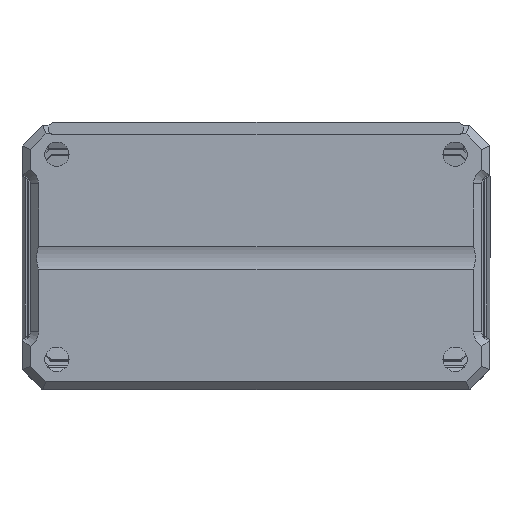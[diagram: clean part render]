
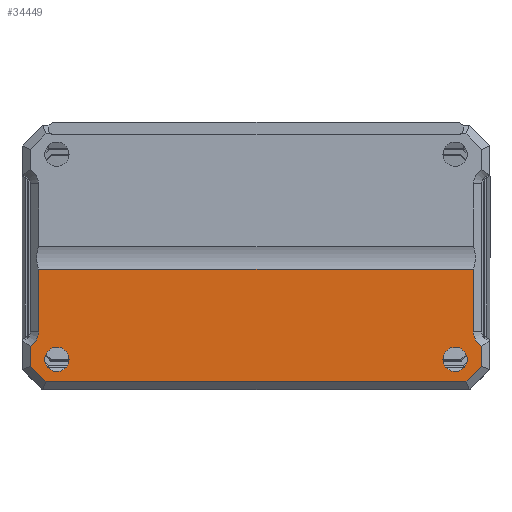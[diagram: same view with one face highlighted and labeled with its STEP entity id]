
A CAD part, front view. The second image highlights one B-rep face of the part: STEP entity #34449.
In plain terms, the highlighted planar face has unit normal (0, -1, 0).
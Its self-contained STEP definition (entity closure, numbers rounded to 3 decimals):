
#1375 = DIRECTION ( 'NONE',  ( 0., 0., 1. ) ) ;
#1507 = ORIENTED_EDGE ( 'NONE', *, *, #16284, .T. ) ;
#1890 = AXIS2_PLACEMENT_3D ( 'NONE', #37827, #38358, #3284 ) ;
#2566 = CARTESIAN_POINT ( 'NONE',  ( 80.055, -24.667, -5.885 ) ) ;
#2610 = DIRECTION ( 'NONE',  ( 0., 0., -1. ) ) ;
#2883 = DIRECTION ( 'NONE',  ( 1., 0., 0. ) ) ;
#2899 = LINE ( 'NONE', #20432, #39830 ) ;
#3257 = DIRECTION ( 'NONE',  ( 0., 1., 0. ) ) ;
#3284 = DIRECTION ( 'NONE',  ( 0., 0., 1. ) ) ;
#3659 = DIRECTION ( 'NONE',  ( 0., 0., 1. ) ) ;
#3839 = CARTESIAN_POINT ( 'NONE',  ( -28.945, -24.667, -29.773 ) ) ;
#3993 = CARTESIAN_POINT ( 'NONE',  ( -26.945, -24.667, -3.102 ) ) ;
#4322 = EDGE_CURVE ( 'NONE', #8102, #52710, #35549, .T. ) ;
#4977 = CARTESIAN_POINT ( 'NONE',  ( 82.641, -24.667, -29.187 ) ) ;
#6071 = CARTESIAN_POINT ( 'NONE',  ( 82.055, -24.667, -24.816 ) ) ;
#6419 = CARTESIAN_POINT ( 'NONE',  ( 80.055, -24.667, -21.352 ) ) ;
#6700 = FACE_OUTER_BOUND ( 'NONE', #12096, .T. ) ;
#7358 = EDGE_CURVE ( 'NONE', #16838, #47037, #42815, .T. ) ;
#7870 = DIRECTION ( 'NONE',  ( 0., 0., 1. ) ) ;
#8084 = DIRECTION ( 'NONE',  ( 0., 1., 0. ) ) ;
#8102 = VERTEX_POINT ( 'NONE', #11241 ) ;
#8209 = DIRECTION ( 'NONE',  ( 0., -1., 0. ) ) ;
#8321 = AXIS2_PLACEMENT_3D ( 'NONE', #16240, #15965, #29398 ) ;
#8645 = DIRECTION ( 'NONE',  ( 1., 0., 0. ) ) ;
#8924 = LINE ( 'NONE', #38226, #9072 ) ;
#9072 = VECTOR ( 'NONE', #8645, 1000. ) ;
#9402 = CARTESIAN_POINT ( 'NONE',  ( 80.055, -24.667, 15.148 ) ) ;
#9603 = ORIENTED_EDGE ( 'NONE', *, *, #4322, .F. ) ;
#9609 = VECTOR ( 'NONE', #20973, 1000. ) ;
#9686 = CARTESIAN_POINT ( 'NONE',  ( 78.227, -24.667, -33.602 ) ) ;
#10330 = AXIS2_PLACEMENT_3D ( 'NONE', #33643, #3257, #50568 ) ;
#10677 = EDGE_CURVE ( 'NONE', #19219, #36381, #24028, .T. ) ;
#11241 = CARTESIAN_POINT ( 'NONE',  ( 75.555, -24.667, -31.102 ) ) ;
#11405 = ORIENTED_EDGE ( 'NONE', *, *, #53512, .F. ) ;
#11461 = CARTESIAN_POINT ( 'NONE',  ( -22.445, -24.667, -28.102 ) ) ;
#12096 = EDGE_LOOP ( 'NONE', ( #25920, #17747, #44681, #23988, #1507, #40949, #12437, #53413, #47695, #24647 ) ) ;
#12129 = CIRCLE ( 'NONE', #25518, 3. ) ;
#12233 = DIRECTION ( 'NONE',  ( 0., 0., -1. ) ) ;
#12437 = ORIENTED_EDGE ( 'NONE', *, *, #47401, .T. ) ;
#12881 = EDGE_CURVE ( 'NONE', #15596, #17932, #32925, .T. ) ;
#13100 = VERTEX_POINT ( 'NONE', #6071 ) ;
#13881 = CIRCLE ( 'NONE', #10330, 4. ) ;
#15596 = VERTEX_POINT ( 'NONE', #37966 ) ;
#15876 = EDGE_CURVE ( 'NONE', #48236, #17456, #29549, .T. ) ;
#15965 = DIRECTION ( 'NONE',  ( 0., -1., 0. ) ) ;
#16240 = CARTESIAN_POINT ( 'NONE',  ( 75.555, -24.667, -28.102 ) ) ;
#16284 = EDGE_CURVE ( 'NONE', #47037, #43345, #31118, .T. ) ;
#16538 = EDGE_CURVE ( 'NONE', #43345, #37934, #20764, .T. ) ;
#16838 = VERTEX_POINT ( 'NONE', #54539 ) ;
#17456 = VERTEX_POINT ( 'NONE', #51382 ) ;
#17747 = ORIENTED_EDGE ( 'NONE', *, *, #10677, .F. ) ;
#17932 = VERTEX_POINT ( 'NONE', #18387 ) ;
#18387 = CARTESIAN_POINT ( 'NONE',  ( -22.445, -24.667, -25.102 ) ) ;
#18829 = VERTEX_POINT ( 'NONE', #6419 ) ;
#19219 = VERTEX_POINT ( 'NONE', #28261 ) ;
#20432 = CARTESIAN_POINT ( 'NONE',  ( 82.055, -24.667, -23.352 ) ) ;
#20764 = LINE ( 'NONE', #54738, #31978 ) ;
#20973 = DIRECTION ( 'NONE',  ( 0., 0., -1. ) ) ;
#23711 = PLANE ( 'NONE',  #33537 ) ;
#23988 = ORIENTED_EDGE ( 'NONE', *, *, #7358, .T. ) ;
#24028 = LINE ( 'NONE', #41047, #46977 ) ;
#24347 = EDGE_LOOP ( 'NONE', ( #9603, #53454 ) ) ;
#24647 = ORIENTED_EDGE ( 'NONE', *, *, #35002, .T. ) ;
#24946 = DIRECTION ( 'NONE',  ( 0., 0., -1. ) ) ;
#25430 = LINE ( 'NONE', #3993, #9609 ) ;
#25518 = AXIS2_PLACEMENT_3D ( 'NONE', #47181, #8209, #24946 ) ;
#25920 = ORIENTED_EDGE ( 'NONE', *, *, #50336, .T. ) ;
#26711 = LINE ( 'NONE', #9402, #47480 ) ;
#27027 = CARTESIAN_POINT ( 'NONE',  ( -25.116, -24.667, -33.602 ) ) ;
#27198 = DIRECTION ( 'NONE',  ( 0., 0., -1. ) ) ;
#28261 = CARTESIAN_POINT ( 'NONE',  ( -26.945, -24.667, -5.885 ) ) ;
#29398 = DIRECTION ( 'NONE',  ( 0., 0., -1. ) ) ;
#29549 = LINE ( 'NONE', #4977, #51504 ) ;
#30240 = AXIS2_PLACEMENT_3D ( 'NONE', #11461, #37438, #2610 ) ;
#30625 = CARTESIAN_POINT ( 'NONE',  ( -28.945, -24.667, -24.816 ) ) ;
#31118 = LINE ( 'NONE', #48054, #54165 ) ;
#31978 = VECTOR ( 'NONE', #47171, 1000. ) ;
#32401 = FACE_BOUND ( 'NONE', #34342, .T. ) ;
#32925 = CIRCLE ( 'NONE', #30240, 3. ) ;
#33537 = AXIS2_PLACEMENT_3D ( 'NONE', #46259, #8084, #3659 ) ;
#33643 = CARTESIAN_POINT ( 'NONE',  ( 84.055, -24.667, -21.352 ) ) ;
#34047 = DIRECTION ( 'NONE',  ( 0.707, 0., 0.707 ) ) ;
#34342 = EDGE_LOOP ( 'NONE', ( #44889, #11405 ) ) ;
#34449 = ADVANCED_FACE ( 'NONE', ( #32401, #44898, #6700 ), #23711, .F. ) ;
#34675 = AXIS2_PLACEMENT_3D ( 'NONE', #41848, #41310, #12233 ) ;
#35002 = EDGE_CURVE ( 'NONE', #13100, #18829, #13881, .T. ) ;
#35549 = CIRCLE ( 'NONE', #34675, 3. ) ;
#36381 = VERTEX_POINT ( 'NONE', #2566 ) ;
#37438 = DIRECTION ( 'NONE',  ( 0., -1., 0. ) ) ;
#37827 = CARTESIAN_POINT ( 'NONE',  ( -30.945, -24.667, -21.352 ) ) ;
#37934 = VERTEX_POINT ( 'NONE', #27027 ) ;
#37966 = CARTESIAN_POINT ( 'NONE',  ( -22.445, -24.667, -31.102 ) ) ;
#38226 = CARTESIAN_POINT ( 'NONE',  ( 79.055, -24.667, -33.602 ) ) ;
#38358 = DIRECTION ( 'NONE',  ( 0., 1., 0. ) ) ;
#38574 = CIRCLE ( 'NONE', #8321, 3. ) ;
#39830 = VECTOR ( 'NONE', #7870, 1000. ) ;
#40949 = ORIENTED_EDGE ( 'NONE', *, *, #16538, .T. ) ;
#41047 = CARTESIAN_POINT ( 'NONE',  ( -30.945, -24.667, -5.885 ) ) ;
#41310 = DIRECTION ( 'NONE',  ( 0., -1., 0. ) ) ;
#41747 = EDGE_CURVE ( 'NONE', #52710, #8102, #38574, .T. ) ;
#41848 = CARTESIAN_POINT ( 'NONE',  ( 75.555, -24.667, -28.102 ) ) ;
#42815 = CIRCLE ( 'NONE', #1890, 4. ) ;
#43345 = VERTEX_POINT ( 'NONE', #3839 ) ;
#44681 = ORIENTED_EDGE ( 'NONE', *, *, #54656, .T. ) ;
#44889 = ORIENTED_EDGE ( 'NONE', *, *, #12881, .F. ) ;
#44898 = FACE_BOUND ( 'NONE', #24347, .T. ) ;
#46259 = CARTESIAN_POINT ( 'NONE',  ( 26.555, -24.667, -3.102 ) ) ;
#46977 = VECTOR ( 'NONE', #2883, 1000. ) ;
#47037 = VERTEX_POINT ( 'NONE', #30625 ) ;
#47171 = DIRECTION ( 'NONE',  ( 0.707, 0., -0.707 ) ) ;
#47181 = CARTESIAN_POINT ( 'NONE',  ( -22.445, -24.667, -28.102 ) ) ;
#47401 = EDGE_CURVE ( 'NONE', #37934, #48236, #8924, .T. ) ;
#47480 = VECTOR ( 'NONE', #1375, 1000. ) ;
#47695 = ORIENTED_EDGE ( 'NONE', *, *, #54560, .T. ) ;
#47978 = CARTESIAN_POINT ( 'NONE',  ( 75.555, -24.667, -25.102 ) ) ;
#48054 = CARTESIAN_POINT ( 'NONE',  ( -28.945, -24.667, -30.602 ) ) ;
#48236 = VERTEX_POINT ( 'NONE', #9686 ) ;
#50336 = EDGE_CURVE ( 'NONE', #18829, #36381, #26711, .T. ) ;
#50568 = DIRECTION ( 'NONE',  ( 0., 0., 1. ) ) ;
#51382 = CARTESIAN_POINT ( 'NONE',  ( 82.055, -24.667, -29.773 ) ) ;
#51504 = VECTOR ( 'NONE', #34047, 1000. ) ;
#52710 = VERTEX_POINT ( 'NONE', #47978 ) ;
#53413 = ORIENTED_EDGE ( 'NONE', *, *, #15876, .T. ) ;
#53454 = ORIENTED_EDGE ( 'NONE', *, *, #41747, .F. ) ;
#53512 = EDGE_CURVE ( 'NONE', #17932, #15596, #12129, .T. ) ;
#54165 = VECTOR ( 'NONE', #27198, 1000. ) ;
#54539 = CARTESIAN_POINT ( 'NONE',  ( -26.945, -24.667, -21.352 ) ) ;
#54560 = EDGE_CURVE ( 'NONE', #17456, #13100, #2899, .T. ) ;
#54656 = EDGE_CURVE ( 'NONE', #19219, #16838, #25430, .T. ) ;
#54738 = CARTESIAN_POINT ( 'NONE',  ( -24.531, -24.667, -34.187 ) ) ;
